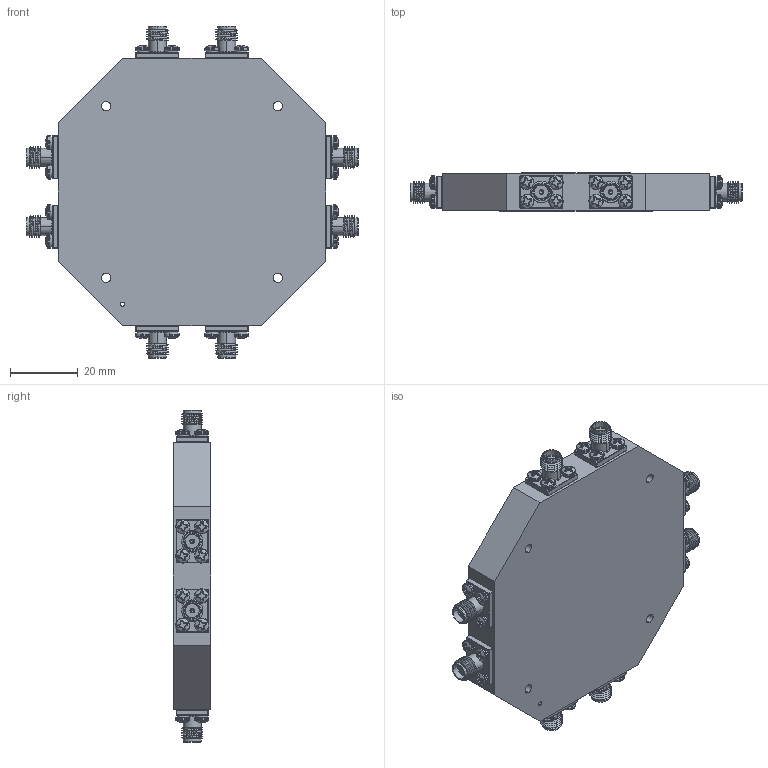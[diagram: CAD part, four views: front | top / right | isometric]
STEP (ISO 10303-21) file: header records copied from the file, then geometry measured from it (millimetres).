
FILE_DESCRIPTION (( 'STEP AP214' ), '1' );
FILE_NAME ('PMC-14D5G15D5G-SMA.STEP', '2025-11-12T18:01:05', ( '' ), ( '' ), 'SwSTEP 2.0', 'SolidWorks 2024', '' );
FILE_SCHEMA (( 'AUTOMOTIVE_DESIGN' ));
Length unit declared in the file: millimetre
Products named in the file (1): PMC-14D5G15D5G-SMA
Bounding box: 98.25 x 11.13 x 98.25 mm (x, y, z)
Volume: 64986.7 mm3; surface area: 29978.9 mm2
Topology: 74 solids, 74 shells, 3044 faces, 8838 edges, 6156 vertices
Faces by surface type: plane 1082, cylinder 1034, torus 528, cone 256, sphere 128, bspline 16
Entity records: 133023 total; most frequent: CARTESIAN_POINT 35792, ORIENTED_EDGE 17484, DIRECTION 16291, EDGE_CURVE 8742, AXIS2_PLACEMENT_3D 6407, VERTEX_POINT 6156, LINE 3477, VECTOR 3477
